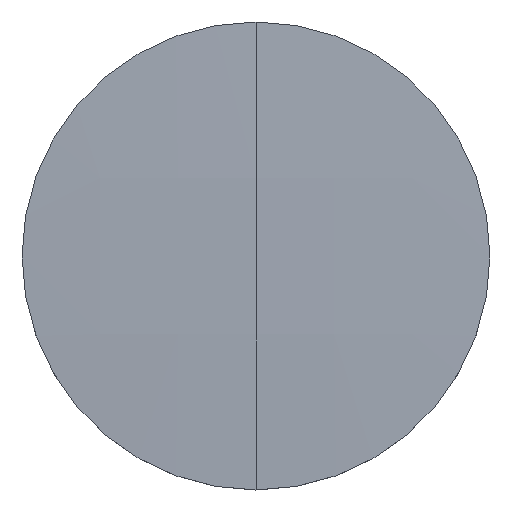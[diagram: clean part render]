
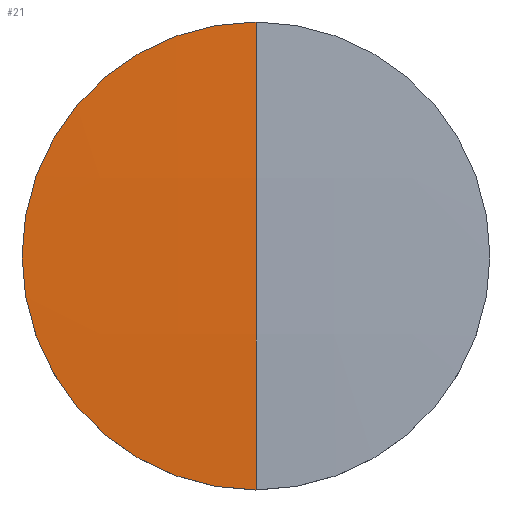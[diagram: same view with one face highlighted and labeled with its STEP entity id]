
A CAD part, top view. The second image highlights one B-rep face of the part: STEP entity #21.
In plain terms, the highlighted free-form (B-spline) face has degree [3, 3] with [4, 4] control points.
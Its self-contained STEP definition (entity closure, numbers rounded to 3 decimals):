
#1 = EDGE_LOOP ( 'NONE', ( #191, #167, #204 ) ) ;
#7 = AXIS2_PLACEMENT_3D ( 'NONE', #193, #289, #245 ) ;
#21 = ADVANCED_FACE ( 'NONE', ( #57 ), #113, .T. ) ;
#25 = CARTESIAN_POINT ( 'NONE',  ( -17.028, -25.705, 4.435 ) ) ;
#28 = CARTESIAN_POINT ( 'NONE',  ( -25.557, -8.571, 4.722 ) ) ;
#30 = VERTEX_POINT ( 'NONE', #49 ) ;
#33 = CARTESIAN_POINT ( 'NONE',  ( -25.4, 0., 4.585 ) ) ;
#34 = CARTESIAN_POINT ( 'NONE',  ( 0., 25.4, 4.585 ) ) ;
#48 = CARTESIAN_POINT ( 'NONE',  ( 0., -8.571, 5.142 ) ) ;
#49 = CARTESIAN_POINT ( 'NONE',  ( 0., -25.4, 4.585 ) ) ;
#51 = VERTEX_POINT ( 'NONE', #33 ) ;
#52 = CARTESIAN_POINT ( 'NONE',  ( -25.538, 25.705, 4.155 ) ) ;
#53 = DIRECTION ( 'NONE',  ( 1., 0., 0. ) ) ;
#57 = FACE_OUTER_BOUND ( 'NONE', #1, .T. ) ;
#67 = VERTEX_POINT ( 'NONE', #34 ) ;
#69 = CARTESIAN_POINT ( 'NONE',  ( -8.515, 25.705, 4.575 ) ) ;
#77 = CARTESIAN_POINT ( 'NONE',  ( 0., 0., -772.2 ) ) ;
#86 = EDGE_CURVE ( 'NONE', #30, #51, #128, .T. ) ;
#91 = CARTESIAN_POINT ( 'NONE',  ( -8.521, -8.571, 5.142 ) ) ;
#92 = CARTESIAN_POINT ( 'NONE',  ( -8.515, -25.705, 4.575 ) ) ;
#113 =( BOUNDED_SURFACE ( )  B_SPLINE_SURFACE ( 3, 3, ( 
 ( #276, #92, #25, #278 ),
 ( #48, #91, #251, #28 ),
 ( #188, #205, #233, #232 ),
 ( #115, #69, #211, #52 ) ),
 .UNSPECIFIED., .F., .F., .F. ) 
 B_SPLINE_SURFACE_WITH_KNOTS ( ( 4, 4 ),
 ( 4, 4 ),
 ( 0., 1. ),
 ( 0., 1. ),
 .UNSPECIFIED. ) 
 GEOMETRIC_REPRESENTATION_ITEM ( )  RATIONAL_B_SPLINE_SURFACE ( (
 ( 1., 1., 1., 1.),
 ( 1., 1., 1., 1.),
 ( 1., 1., 1., 1.),
 ( 1., 1., 1., 1.) ) ) 
 REPRESENTATION_ITEM ( '' )  SURFACE ( )  );
#115 = CARTESIAN_POINT ( 'NONE',  ( 0., 25.705, 4.575 ) ) ;
#128 = CIRCLE ( 'NONE', #231, 25.4 ) ;
#138 = EDGE_CURVE ( 'NONE', #30, #67, #287, .T. ) ;
#141 = EDGE_CURVE ( 'NONE', #51, #67, #177, .T. ) ;
#156 = DIRECTION ( 'NONE',  ( 0., -1., 0. ) ) ;
#167 = ORIENTED_EDGE ( 'NONE', *, *, #138, .T. ) ;
#168 = DIRECTION ( 'NONE',  ( 0., 0., -1. ) ) ;
#177 = CIRCLE ( 'NONE', #7, 25.4 ) ;
#188 = CARTESIAN_POINT ( 'NONE',  ( 0., 8.571, 5.142 ) ) ;
#191 = ORIENTED_EDGE ( 'NONE', *, *, #86, .F. ) ;
#193 = CARTESIAN_POINT ( 'NONE',  ( 0., 0., 4.585 ) ) ;
#201 = AXIS2_PLACEMENT_3D ( 'NONE', #77, #240, #156 ) ;
#204 = ORIENTED_EDGE ( 'NONE', *, *, #141, .F. ) ;
#205 = CARTESIAN_POINT ( 'NONE',  ( -8.521, 8.571, 5.142 ) ) ;
#211 = CARTESIAN_POINT ( 'NONE',  ( -17.028, 25.705, 4.435 ) ) ;
#231 = AXIS2_PLACEMENT_3D ( 'NONE', #257, #168, #53 ) ;
#232 = CARTESIAN_POINT ( 'NONE',  ( -25.557, 8.571, 4.722 ) ) ;
#233 = CARTESIAN_POINT ( 'NONE',  ( -17.041, 8.571, 5.002 ) ) ;
#240 = DIRECTION ( 'NONE',  ( -1., 0., 0. ) ) ;
#245 = DIRECTION ( 'NONE',  ( 1., 0., 0. ) ) ;
#251 = CARTESIAN_POINT ( 'NONE',  ( -17.041, -8.571, 5.002 ) ) ;
#257 = CARTESIAN_POINT ( 'NONE',  ( 0., 0., 4.585 ) ) ;
#276 = CARTESIAN_POINT ( 'NONE',  ( 0., -25.705, 4.575 ) ) ;
#278 = CARTESIAN_POINT ( 'NONE',  ( -25.538, -25.705, 4.155 ) ) ;
#287 = CIRCLE ( 'NONE', #201, 777.2 ) ;
#289 = DIRECTION ( 'NONE',  ( 0., 0., -1. ) ) ;
